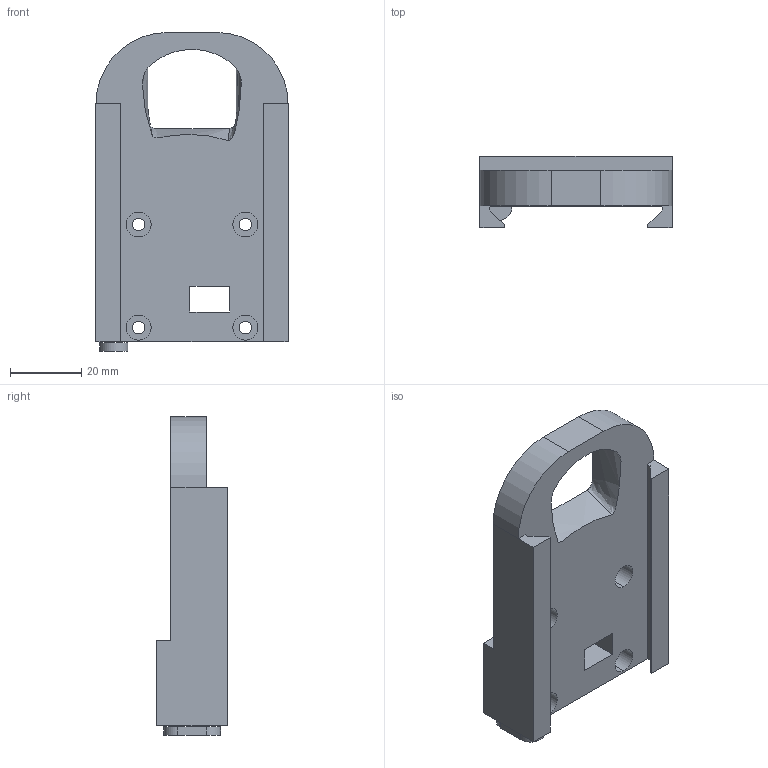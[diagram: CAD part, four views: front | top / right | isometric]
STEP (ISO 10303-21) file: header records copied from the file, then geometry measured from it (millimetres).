
FILE_DESCRIPTION (( 'STEP AP203' ), '1' );
FILE_NAME ('lejek.STEP', '2025-02-17T21:54:35', ( '' ), ( '' ), 'SwSTEP 2.0', 'SolidWorks 2024', '' );
FILE_SCHEMA (( 'CONFIG_CONTROL_DESIGN' ));
Length unit declared in the file: millimetre
Products named in the file (1): lejek
Bounding box: 54 x 19.95 x 89.7 mm (x, y, z)
Volume: 46062.4 mm3; surface area: 16139.4 mm2
Topology: 2 solids, 2 shells, 58 faces, 152 edges, 101 vertices
Faces by surface type: plane 30, cylinder 24, cone 2, bspline 2
Entity records: 2043 total; most frequent: CARTESIAN_POINT 486, DIRECTION 306, ORIENTED_EDGE 300, EDGE_CURVE 150, AXIS2_PLACEMENT_3D 105, VERTEX_POINT 101, LINE 96, VECTOR 96
